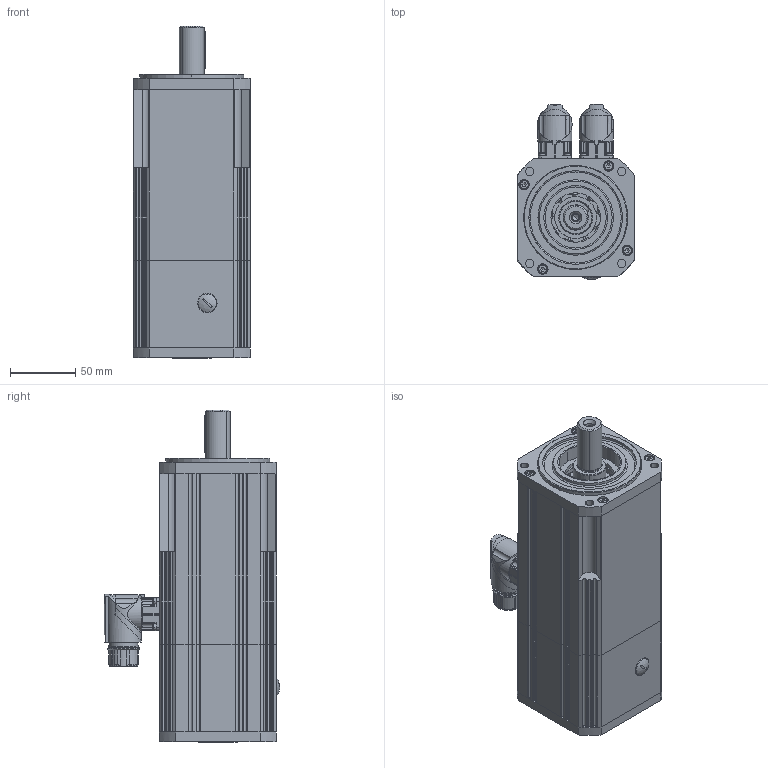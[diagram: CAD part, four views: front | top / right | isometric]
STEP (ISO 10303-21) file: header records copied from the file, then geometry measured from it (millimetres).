
FILE_DESCRIPTION((''),'2;1');
FILE_NAME('FP-409 + Encoder Heidenhain ECN-EQN 1100 + Fre 05-4.5.stp','2011-11-16T14:18:50',('jlopez'),(''),'Autodesk Inventor 9','Autodesk Inventor 9','');
FILE_SCHEMA(('AUTOMOTIVE_DESIGN { 1 0 10303 214 1 1 1 1 }'));
Length unit declared in the file: millimetre
Products named in the file (1): Pieza1
Bounding box: 90.5 x 134.63 x 255.2 mm (x, y, z)
Volume: 296390.5 mm3; surface area: 204201.8 mm2
Topology: 24 solids, 25 shells, 1598 faces, 4149 edges, 2522 vertices
Faces by surface type: cylinder 691, plane 498, bspline 180, cone 100, sphere 65, torus 64
Entity records: 50586 total; most frequent: CARTESIAN_POINT 12015, DIRECTION 8505, ORIENTED_EDGE 7938, EDGE_CURVE 3969, AXIS2_PLACEMENT_3D 3410, VERTEX_POINT 2504, CIRCLE 1871, EDGE_LOOP 1814
